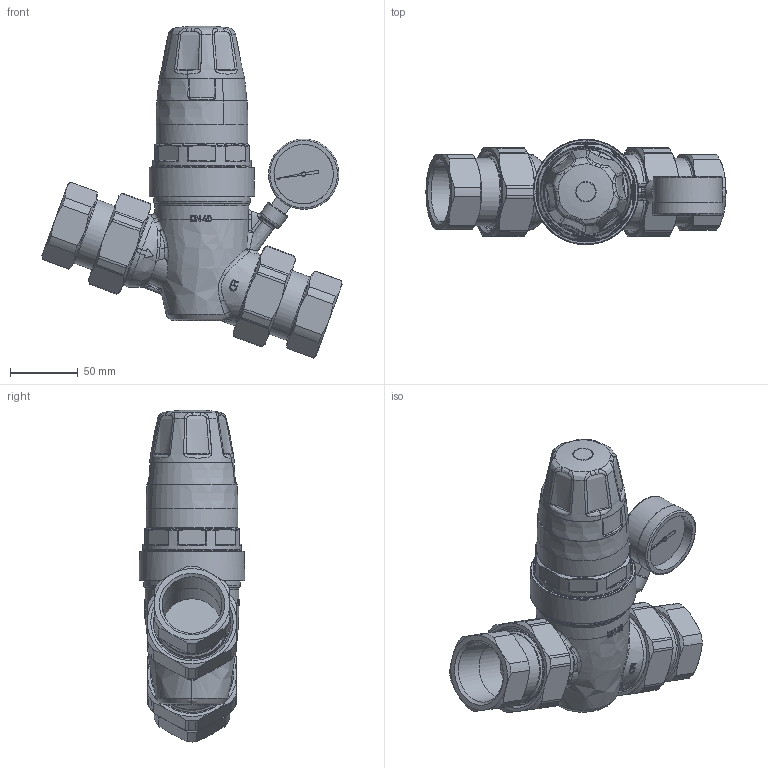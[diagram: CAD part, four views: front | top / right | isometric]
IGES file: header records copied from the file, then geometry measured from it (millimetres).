
Global section: file name: 535381HA _Simplify_1; native system: Autodesk Inventor 2025; preprocessor: unknown; author: ischreiner; date: 20250820.094718; units: inch
Bounding box: 222.1 x 78.05 x 245.75 mm (x, y, z)
Volume: 1068808.9 mm3; surface area: 134079.7 mm2
Topology: 5 solids, 5 shells, 922 faces, 2555 edges, 1664 vertices
Faces by surface type: bspline 922
